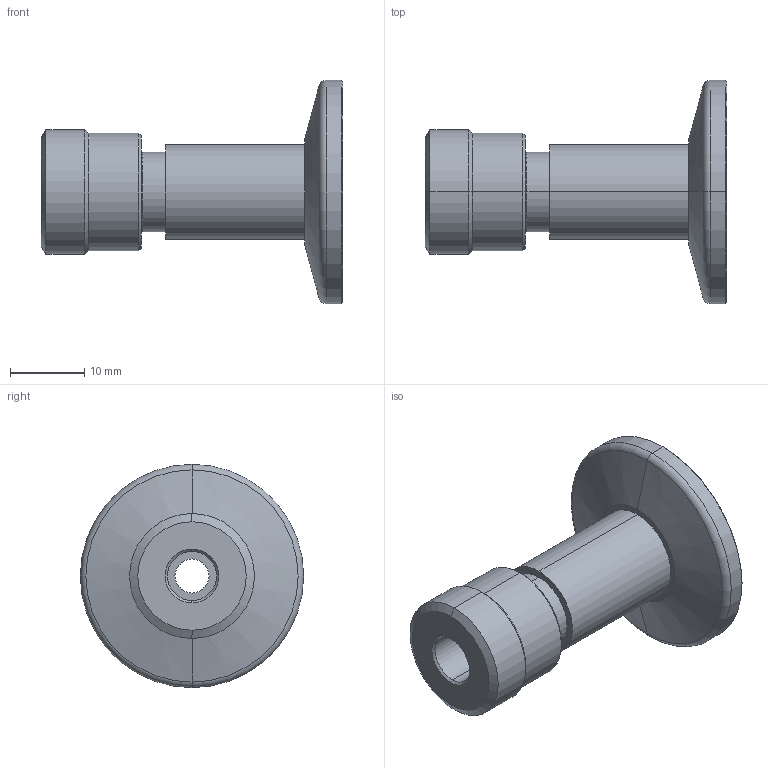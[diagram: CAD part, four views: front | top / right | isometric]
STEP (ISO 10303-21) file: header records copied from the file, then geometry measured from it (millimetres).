
FILE_DESCRIPTION (( 'STEP AP214' ), '1' );
FILE_NAME ('Hositrad_KF16_1-4_QDA.STEP', '2025-04-10T10:29:49', ( '' ), ( '' ), 'SwSTEP 2.0', 'SolidWorks 2022', '' );
FILE_SCHEMA (( 'AUTOMOTIVE_DESIGN' ));
Length unit declared in the file: millimetre
Products named in the file (3): SS-4-UT-A-8; KF16-Hole 12.7-Type I; Hositrad_KF16_1-4_QDA
Assembly tree (2 placements, depth 2):
  Hositrad_KF16_1-4_QDA
    SS-4-UT-A-8
    KF16-Hole 12.7-Type I
Bounding box: 40.54 x 30 x 30 mm (x, y, z)
Volume: 6817 mm3; surface area: 4383.3 mm2
Topology: 2 solids, 2 shells, 53 faces, 106 edges, 62 vertices
Faces by surface type: cone 20, cylinder 20, plane 9, torus 4
Entity records: 1815 total; most frequent: DIRECTION 288, CARTESIAN_POINT 226, ORIENTED_EDGE 212, AXIS2_PLACEMENT_3D 124, EDGE_CURVE 106, CIRCLE 66, EDGE_LOOP 62, VERTEX_POINT 62
